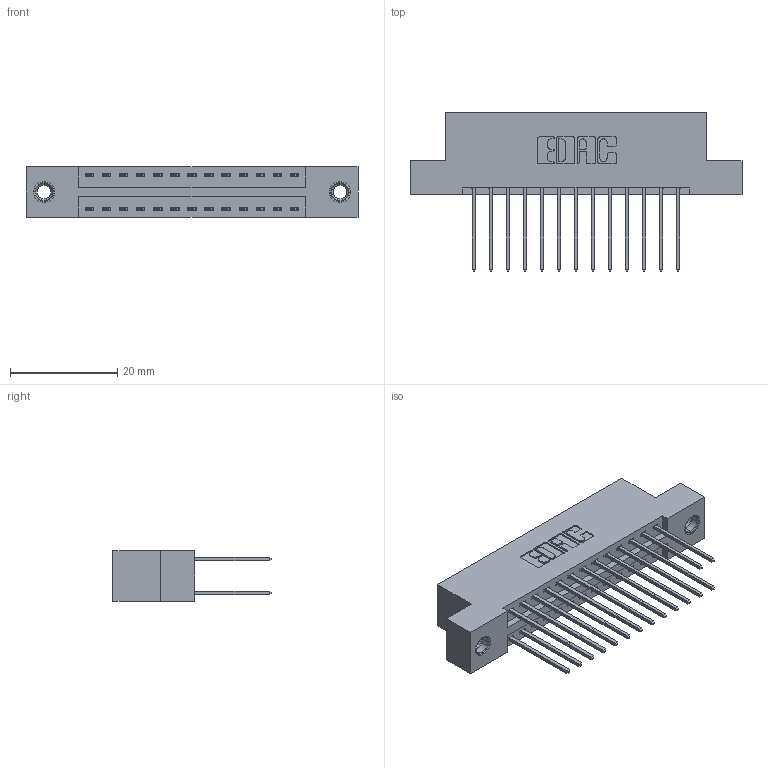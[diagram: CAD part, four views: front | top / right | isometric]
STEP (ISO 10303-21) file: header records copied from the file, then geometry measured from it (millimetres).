
FILE_DESCRIPTION (( 'STEP AP203' ), '1' );
FILE_NAME ('396-026-540-207.STEP', '2019-10-30T04:45:43', ( '' ), ( '' ), 'SwSTEP 2.0', 'SolidWorks 2016', '' );
FILE_SCHEMA (( 'CONFIG_CONTROL_DESIGN' ));
Length unit declared in the file: inch
Products named in the file (4): 345-292-001_345-293-140; 346 Part_Flush Mounting Lugs - 0.156 Dia-TI; 345-250-001_345-250-005-103; 396-026-540-207
Assembly tree (29 placements, depth 2):
  396-026-540-207
    346 Part_Flush Mounting Lugs - 0.156 Dia-TI
    345-292-001_345-293-140  x26
    345-250-001_345-250-005-103  x2
Bounding box: 61.85 x 29.46 x 9.4 mm (x, y, z)
Volume: 5890.9 mm3; surface area: 8141.5 mm2
Topology: 29 solids, 29 shells, 1534 faces, 4495 edges, 2954 vertices
Faces by surface type: plane 1018, cylinder 500, cone 12, torus 4
Entity records: 13592 total; most frequent: CARTESIAN_POINT 2263, ORIENTED_EDGE 2190, DIRECTION 2073, EDGE_CURVE 1095, VECTOR 891, LINE 891, VERTEX_POINT 724, AXIS2_PLACEMENT_3D 591
